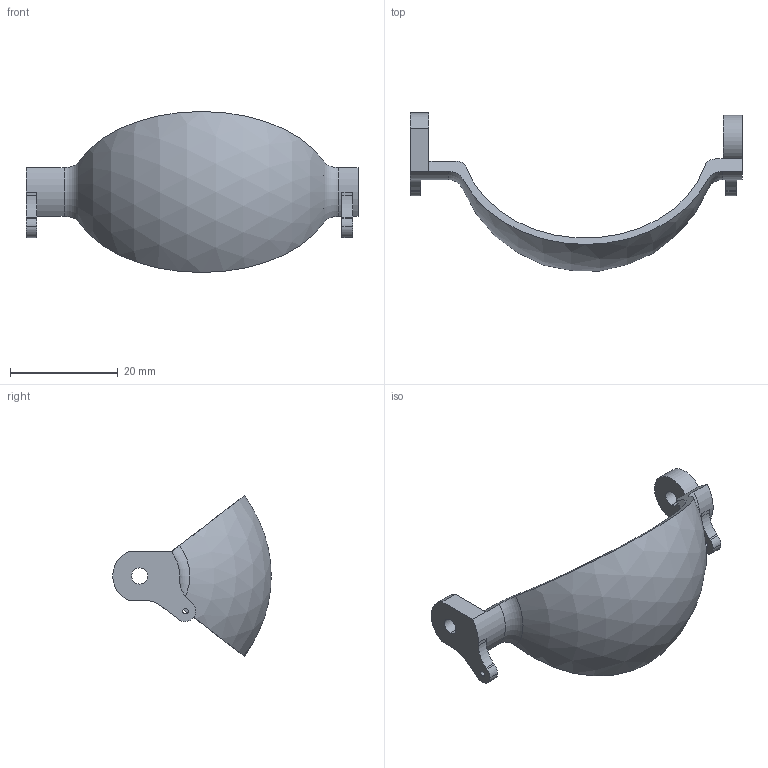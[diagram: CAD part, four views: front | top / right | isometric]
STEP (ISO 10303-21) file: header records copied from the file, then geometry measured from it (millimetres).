
FILE_DESCRIPTION(('Creo Elements/Direct Modeling STEP Export'),'2;1');
FILE_NAME('eyelid.stp','2016-10-14T16:22:26',(''),(''),'Creo Elements/Direct Modeling STEP processor for AP214 (Solid Model)','Creo Elements/Direct Modeling 18.1C 24-Feb-2013 (C) Parametric Technology GmbH','');
FILE_SCHEMA(('AUTOMOTIVE_DESIGN { 1 0 10303 214 1 1 1 1 }'));
Length unit declared in the file: millimetre
Products named in the file (2): lid1.2; lid1
Assembly tree (1 placements, depth 2):
  lid1
    lid1.2
Bounding box: 61.5 x 29.34 x 29.83 mm (x, y, z)
Volume: 3032 mm3; surface area: 3981.7 mm2
Topology: 1 solids, 1 shells, 46 faces, 130 edges, 86 vertices
Faces by surface type: cylinder 22, plane 18, torus 4, sphere 2
Entity records: 1540 total; most frequent: DIRECTION 274, ORIENTED_EDGE 260, CARTESIAN_POINT 255, EDGE_CURVE 130, AXIS2_PLACEMENT_3D 105, VERTEX_POINT 86, VECTOR 64, LINE 64
